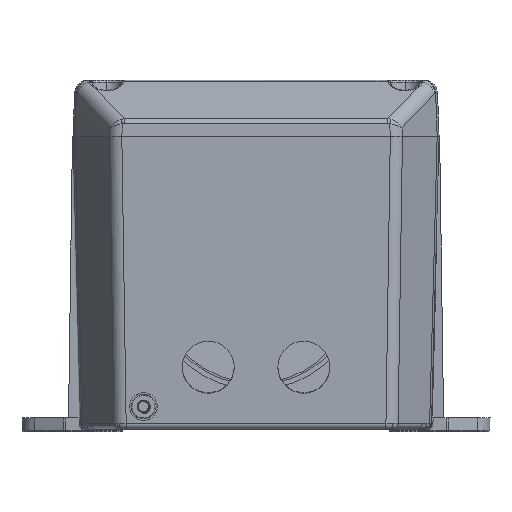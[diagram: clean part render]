
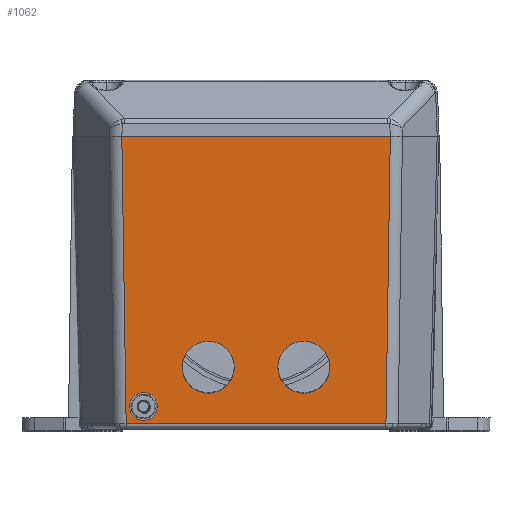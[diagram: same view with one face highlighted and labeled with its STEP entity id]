
A CAD part, front view. The second image highlights one B-rep face of the part: STEP entity #1062.
In plain terms, the highlighted planar face has unit normal (0, -1, -0.026).
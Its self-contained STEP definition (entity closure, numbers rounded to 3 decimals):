
#120 = CARTESIAN_POINT ( 'NONE',  ( 17., -87.61, -111.254 ) ) ;
#416 = CARTESIAN_POINT ( 'NONE',  ( -40., -87.434, -118. ) ) ;
#1062 = ADVANCED_FACE ( 'NONE', ( #60041, #23968, #35021, #12955 ), #1457, .T. ) ;
#1356 = DIRECTION ( 'NONE',  ( 0., -1., -0.026 ) ) ;
#1453 = CARTESIAN_POINT ( 'NONE',  ( -40., -87.434, -118. ) ) ;
#1457 = PLANE ( 'NONE',  #9371 ) ;
#1598 = VECTOR ( 'NONE', #52897, 1000. ) ;
#1906 = EDGE_LOOP ( 'NONE', ( #56429, #28184 ) ) ;
#2316 = CARTESIAN_POINT ( 'NONE',  ( -47.681, -90.001, -19.956 ) ) ;
#3088 = LINE ( 'NONE', #15247, #1598 ) ;
#3871 = ORIENTED_EDGE ( 'NONE', *, *, #34077, .T. ) ;
#4594 = DIRECTION ( 'NONE',  ( 0., -1., -0.026 ) ) ;
#5126 = LINE ( 'NONE', #2316, #27221 ) ;
#5384 = VERTEX_POINT ( 'NONE', #19532 ) ;
#6022 = CARTESIAN_POINT ( 'NONE',  ( 47.68, -90., -20. ) ) ;
#6114 = CARTESIAN_POINT ( 'NONE',  ( -50.566, -90., -20. ) ) ;
#6639 = DIRECTION ( 'NONE',  ( 0., -1., -0.026 ) ) ;
#7246 = CARTESIAN_POINT ( 'NONE',  ( 46.138, -87.328, -122.052 ) ) ;
#7348 = EDGE_LOOP ( 'NONE', ( #31475, #11903 ) ) ;
#7459 = CARTESIAN_POINT ( 'NONE',  ( -40., -87.539, -114. ) ) ;
#8329 = CIRCLE ( 'NONE', #22027, 9.25 ) ;
#9371 = AXIS2_PLACEMENT_3D ( 'NONE', #6114, #49276, #57854 ) ;
#9908 = DIRECTION ( 'NONE',  ( 1., 0., 0. ) ) ;
#10536 = CARTESIAN_POINT ( 'NONE',  ( 17., -87.853, -102.008 ) ) ;
#11903 = ORIENTED_EDGE ( 'NONE', *, *, #13455, .F. ) ;
#12624 = DIRECTION ( 'NONE',  ( 0.015, -0.026, 1. ) ) ;
#12751 = VERTEX_POINT ( 'NONE', #416 ) ;
#12955 = FACE_OUTER_BOUND ( 'NONE', #44851, .T. ) ;
#13455 = EDGE_CURVE ( 'NONE', #41219, #12751, #52398, .T. ) ;
#14156 = CIRCLE ( 'NONE', #31469, 9.25 ) ;
#14443 = CARTESIAN_POINT ( 'NONE',  ( -50.566, -87.328, -122.052 ) ) ;
#15247 = CARTESIAN_POINT ( 'NONE',  ( -50.566, -90., -20. ) ) ;
#15255 = DIRECTION ( 'NONE',  ( 0., 0.026, -1. ) ) ;
#15505 = CARTESIAN_POINT ( 'NONE',  ( -44., -87.539, -114. ) ) ;
#15904 = CIRCLE ( 'NONE', #58333, 9.25 ) ;
#15920 = EDGE_CURVE ( 'NONE', #12751, #41219, #48240, .T. ) ;
#16471 = ORIENTED_EDGE ( 'NONE', *, *, #18756, .F. ) ;
#17775 = VERTEX_POINT ( 'NONE', #120 ) ;
#18439 = VERTEX_POINT ( 'NONE', #35437 ) ;
#18649 = EDGE_CURVE ( 'NONE', #18439, #51745, #57662, .T. ) ;
#18756 = EDGE_CURVE ( 'NONE', #26160, #49601, #3088, .T. ) ;
#19532 = CARTESIAN_POINT ( 'NONE',  ( -17., -87.61, -111.254 ) ) ;
#20330 = CARTESIAN_POINT ( 'NONE',  ( -40., -87.434, -118. ) ) ;
#22027 = AXIS2_PLACEMENT_3D ( 'NONE', #29594, #1356, #34372 ) ;
#23483 = LINE ( 'NONE', #26541, #58115 ) ;
#23657 = ORIENTED_EDGE ( 'NONE', *, *, #51039, .F. ) ;
#23968 = FACE_BOUND ( 'NONE', #33942, .T. ) ;
#25032 = CARTESIAN_POINT ( 'NONE',  ( -36., -87.539, -114. ) ) ;
#26124 = ORIENTED_EDGE ( 'NONE', *, *, #55406, .F. ) ;
#26160 = VERTEX_POINT ( 'NONE', #50380 ) ;
#26326 = CIRCLE ( 'NONE', #42938, 9.25 ) ;
#26541 = CARTESIAN_POINT ( 'NONE',  ( 47.658, -89.961, -21.484 ) ) ;
#27221 = VECTOR ( 'NONE', #30335, 1000. ) ;
#27971 = VERTEX_POINT ( 'NONE', #52254 ) ;
#28184 = ORIENTED_EDGE ( 'NONE', *, *, #34371, .F. ) ;
#28618 = EDGE_CURVE ( 'NONE', #17775, #51944, #15904, .T. ) ;
#29492 = CARTESIAN_POINT ( 'NONE',  ( -40., -87.539, -114. ) ) ;
#29594 = CARTESIAN_POINT ( 'NONE',  ( -17., -87.853, -102.008 ) ) ;
#29689 = CARTESIAN_POINT ( 'NONE',  ( -44., -87.434, -118. ) ) ;
#30335 = DIRECTION ( 'NONE',  ( 0.015, 0.026, -1. ) ) ;
#31469 = AXIS2_PLACEMENT_3D ( 'NONE', #32895, #4594, #37573 ) ;
#31475 = ORIENTED_EDGE ( 'NONE', *, *, #15920, .F. ) ;
#32809 = CARTESIAN_POINT ( 'NONE',  ( 17., -88.095, -92.761 ) ) ;
#32895 = CARTESIAN_POINT ( 'NONE',  ( -17., -87.853, -102.008 ) ) ;
#33942 = EDGE_LOOP ( 'NONE', ( #23657, #26124 ) ) ;
#34077 = EDGE_CURVE ( 'NONE', #51745, #49601, #23483, .T. ) ;
#34371 = EDGE_CURVE ( 'NONE', #51944, #17775, #26326, .T. ) ;
#34372 = DIRECTION ( 'NONE',  ( 0., 0.026, -1. ) ) ;
#34883 = CARTESIAN_POINT ( 'NONE',  ( 17., -87.853, -102.008 ) ) ;
#35021 = FACE_BOUND ( 'NONE', #1906, .T. ) ;
#35437 = CARTESIAN_POINT ( 'NONE',  ( -46.138, -87.328, -122.052 ) ) ;
#36473 = ORIENTED_EDGE ( 'NONE', *, *, #18649, .T. ) ;
#37573 = DIRECTION ( 'NONE',  ( 0., 0.026, -1. ) ) ;
#39595 = DIRECTION ( 'NONE',  ( 0., 0.026, -1. ) ) ;
#41219 = VERTEX_POINT ( 'NONE', #7459 ) ;
#42938 = AXIS2_PLACEMENT_3D ( 'NONE', #10536, #43458, #15255 ) ;
#43458 = DIRECTION ( 'NONE',  ( 0., -1., -0.026 ) ) ;
#44851 = EDGE_LOOP ( 'NONE', ( #44973, #36473, #3871, #16471 ) ) ;
#44973 = ORIENTED_EDGE ( 'NONE', *, *, #59000, .T. ) ;
#45151 = VECTOR ( 'NONE', #9908, 1000. ) ;
#48240 =( BOUNDED_CURVE ( )  B_SPLINE_CURVE ( 3, ( #20330, #48541, #25032, #57999 ),
 .UNSPECIFIED., .F., .T. ) 
 B_SPLINE_CURVE_WITH_KNOTS ( ( 4, 4 ),
 ( 0., 3.142 ),
 .UNSPECIFIED. ) 
 CURVE ( )  GEOMETRIC_REPRESENTATION_ITEM ( )  RATIONAL_B_SPLINE_CURVE ( ( 1., 0.333, 0.333, 1. ) ) 
 REPRESENTATION_ITEM ( '' )  );
#48541 = CARTESIAN_POINT ( 'NONE',  ( -36., -87.434, -118. ) ) ;
#49276 = DIRECTION ( 'NONE',  ( 0., -1., -0.026 ) ) ;
#49601 = VERTEX_POINT ( 'NONE', #6022 ) ;
#50380 = CARTESIAN_POINT ( 'NONE',  ( -47.68, -90., -20. ) ) ;
#51039 = EDGE_CURVE ( 'NONE', #5384, #27971, #8329, .T. ) ;
#51745 = VERTEX_POINT ( 'NONE', #7246 ) ;
#51944 = VERTEX_POINT ( 'NONE', #32809 ) ;
#52254 = CARTESIAN_POINT ( 'NONE',  ( -17., -88.095, -92.761 ) ) ;
#52398 =( BOUNDED_CURVE ( )  B_SPLINE_CURVE ( 3, ( #29492, #15505, #29689, #1453 ),
 .UNSPECIFIED., .F., .F. ) 
 B_SPLINE_CURVE_WITH_KNOTS ( ( 4, 4 ),
 ( 3.142, 6.283 ),
 .UNSPECIFIED. ) 
 CURVE ( )  GEOMETRIC_REPRESENTATION_ITEM ( )  RATIONAL_B_SPLINE_CURVE ( ( 1., 0.333, 0.333, 1. ) ) 
 REPRESENTATION_ITEM ( '' )  );
#52897 = DIRECTION ( 'NONE',  ( 1., 0., 0. ) ) ;
#55406 = EDGE_CURVE ( 'NONE', #27971, #5384, #14156, .T. ) ;
#56429 = ORIENTED_EDGE ( 'NONE', *, *, #28618, .F. ) ;
#57662 = LINE ( 'NONE', #14443, #45151 ) ;
#57854 = DIRECTION ( 'NONE',  ( 0., 0.026, -1. ) ) ;
#57999 = CARTESIAN_POINT ( 'NONE',  ( -40., -87.539, -114. ) ) ;
#58115 = VECTOR ( 'NONE', #12624, 1000. ) ;
#58333 = AXIS2_PLACEMENT_3D ( 'NONE', #34883, #6639, #39595 ) ;
#59000 = EDGE_CURVE ( 'NONE', #26160, #18439, #5126, .T. ) ;
#60041 = FACE_BOUND ( 'NONE', #7348, .T. ) ;
